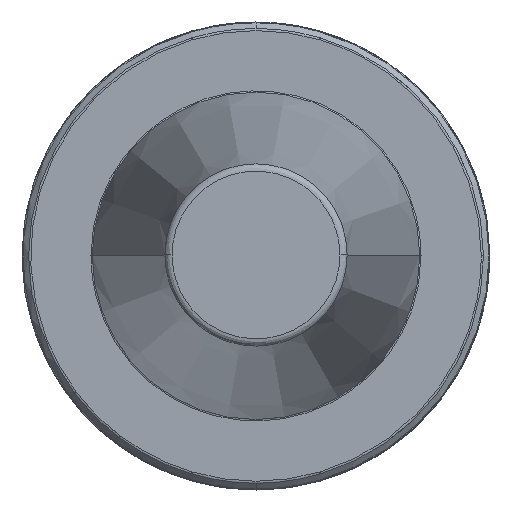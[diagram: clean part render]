
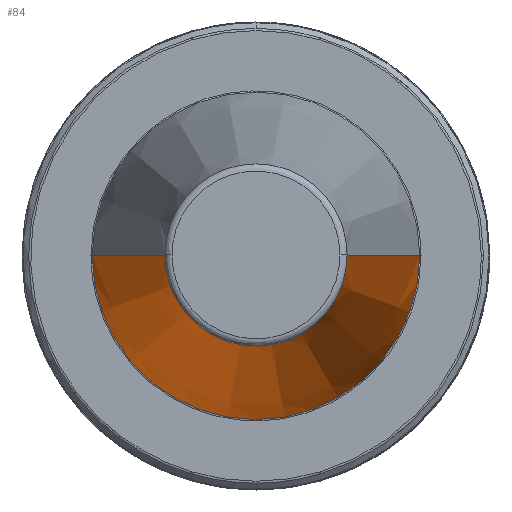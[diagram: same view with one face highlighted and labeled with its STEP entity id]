
A CAD part, top view. The second image highlights one B-rep face of the part: STEP entity #84.
In plain terms, the highlighted conical face has half-angle 8.297 degrees and reference radius 22.225 mm.
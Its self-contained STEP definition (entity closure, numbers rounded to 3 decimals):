
#72 = AXIS2_PLACEMENT_3D ( 'NONE', #759, #1555, #1909 ) ;
#84 = ADVANCED_FACE ( 'NONE', ( #1495 ), #1097, .T. ) ;
#94 = CARTESIAN_POINT ( 'NONE',  ( 0., 0., 67.544 ) ) ;
#236 = EDGE_CURVE ( 'NONE', #1784, #3151, #2791, .T. ) ;
#443 = LINE ( 'NONE', #827, #603 ) ;
#603 = VECTOR ( 'NONE', #1893, 1000. ) ;
#613 = ORIENTED_EDGE ( 'NONE', *, *, #236, .T. ) ;
#677 = EDGE_CURVE ( 'NONE', #3151, #1890, #1578, .T. ) ;
#759 = CARTESIAN_POINT ( 'NONE',  ( 0., 0., 0. ) ) ;
#827 = CARTESIAN_POINT ( 'NONE',  ( 22.225, 0., 0. ) ) ;
#833 = DIRECTION ( 'NONE',  ( -0.144, 0., -0.99 ) ) ;
#986 = EDGE_CURVE ( 'NONE', #1722, #1890, #1571, .T. ) ;
#1043 = EDGE_CURVE ( 'NONE', #1784, #1722, #443, .T. ) ;
#1097 = CONICAL_SURFACE ( 'NONE', #2305, 22.225, 0.145 ) ;
#1098 = ORIENTED_EDGE ( 'NONE', *, *, #986, .F. ) ;
#1146 = CARTESIAN_POINT ( 'NONE',  ( -22.225, 0., 0. ) ) ;
#1228 = CARTESIAN_POINT ( 'NONE',  ( -22.225, 0., 0. ) ) ;
#1472 = AXIS2_PLACEMENT_3D ( 'NONE', #94, #3070, #2523 ) ;
#1495 = FACE_OUTER_BOUND ( 'NONE', #2089, .T. ) ;
#1555 = DIRECTION ( 'NONE',  ( 0., 0., -1. ) ) ;
#1571 = CIRCLE ( 'NONE', #72, 22.225 ) ;
#1578 = LINE ( 'NONE', #1228, #2599 ) ;
#1722 = VERTEX_POINT ( 'NONE', #3218 ) ;
#1784 = VERTEX_POINT ( 'NONE', #1922 ) ;
#1890 = VERTEX_POINT ( 'NONE', #1146 ) ;
#1893 = DIRECTION ( 'NONE',  ( 0.144, 0., -0.99 ) ) ;
#1909 = DIRECTION ( 'NONE',  ( 1., 0., 0. ) ) ;
#1922 = CARTESIAN_POINT ( 'NONE',  ( 12.375, 0., 67.544 ) ) ;
#1997 = DIRECTION ( 'NONE',  ( -1., 0., 0. ) ) ;
#2011 = ORIENTED_EDGE ( 'NONE', *, *, #1043, .F. ) ;
#2089 = EDGE_LOOP ( 'NONE', ( #2011, #613, #2753, #1098 ) ) ;
#2275 = DIRECTION ( 'NONE',  ( 0., 0., -1. ) ) ;
#2305 = AXIS2_PLACEMENT_3D ( 'NONE', #2375, #2275, #1997 ) ;
#2375 = CARTESIAN_POINT ( 'NONE',  ( 0., 0., 0. ) ) ;
#2523 = DIRECTION ( 'NONE',  ( -1., 0., 0. ) ) ;
#2599 = VECTOR ( 'NONE', #833, 1000. ) ;
#2753 = ORIENTED_EDGE ( 'NONE', *, *, #677, .T. ) ;
#2791 = CIRCLE ( 'NONE', #1472, 12.375 ) ;
#2856 = CARTESIAN_POINT ( 'NONE',  ( -12.375, 0., 67.544 ) ) ;
#3070 = DIRECTION ( 'NONE',  ( 0., 0., -1. ) ) ;
#3151 = VERTEX_POINT ( 'NONE', #2856 ) ;
#3218 = CARTESIAN_POINT ( 'NONE',  ( 22.225, 0., 0. ) ) ;
